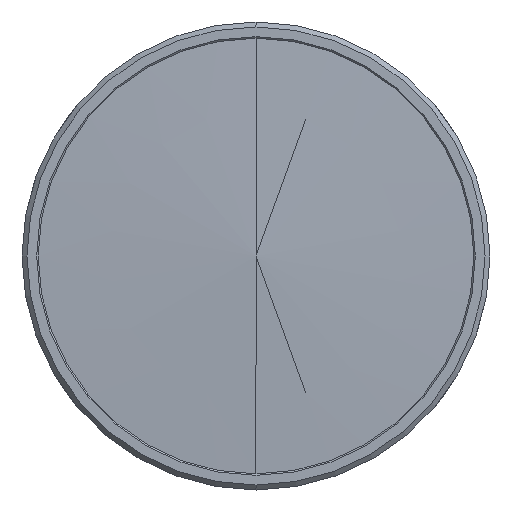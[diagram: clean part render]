
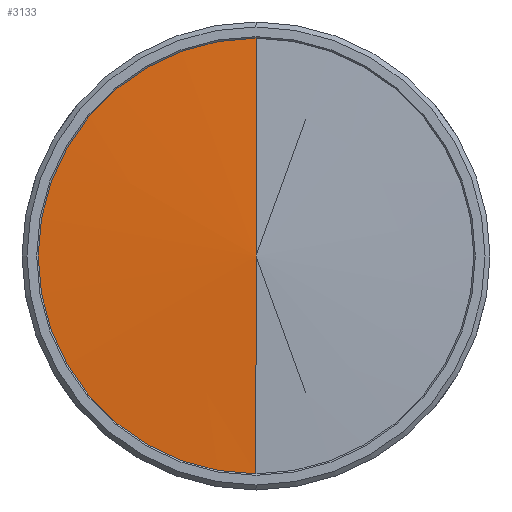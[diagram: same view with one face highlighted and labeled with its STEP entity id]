
A CAD part, left-side view. The second image highlights one B-rep face of the part: STEP entity #3133.
In plain terms, the highlighted conical face has half-angle 87.663 degrees and reference radius 45.458 mm.
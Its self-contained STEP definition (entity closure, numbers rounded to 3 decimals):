
#68 = VERTEX_POINT ( 'NONE', #3503 ) ;
#78 = ORIENTED_EDGE ( 'NONE', *, *, #1264, .F. ) ;
#246 = DIRECTION ( 'NONE',  ( 1., 0., 0. ) ) ;
#514 = DIRECTION ( 'NONE',  ( 0.041, 0., 0.999 ) ) ;
#669 = CARTESIAN_POINT ( 'NONE',  ( 1.785, 0., -43.75 ) ) ;
#782 = VERTEX_POINT ( 'NONE', #669 ) ;
#849 = VECTOR ( 'NONE', #3189, 1000. ) ;
#1101 = EDGE_CURVE ( 'NONE', #782, #68, #3328, .T. ) ;
#1264 = EDGE_CURVE ( 'NONE', #2726, #782, #1861, .T. ) ;
#1280 = CARTESIAN_POINT ( 'NONE',  ( 0., 0., 0. ) ) ;
#1393 = DIRECTION ( 'NONE',  ( 1., 0., 0. ) ) ;
#1483 = CARTESIAN_POINT ( 'NONE',  ( 1.855, 0., -45.457 ) ) ;
#1547 = ORIENTED_EDGE ( 'NONE', *, *, #1101, .F. ) ;
#1809 = CONICAL_SURFACE ( 'NONE', #2274, 45.457, 1.53 ) ;
#1861 = LINE ( 'NONE', #1483, #849 ) ;
#1944 = DIRECTION ( 'NONE',  ( 0., 0., -1. ) ) ;
#1966 = CARTESIAN_POINT ( 'NONE',  ( 1.785, 0., 0. ) ) ;
#2184 = CARTESIAN_POINT ( 'NONE',  ( 1.855, 0., 45.457 ) ) ;
#2211 = CARTESIAN_POINT ( 'NONE',  ( 1.855, 0., 0. ) ) ;
#2274 = AXIS2_PLACEMENT_3D ( 'NONE', #2211, #246, #1944 ) ;
#2343 = VECTOR ( 'NONE', #514, 1000. ) ;
#2726 = VERTEX_POINT ( 'NONE', #1280 ) ;
#2817 = DIRECTION ( 'NONE',  ( 0., 0., -1. ) ) ;
#2825 = EDGE_CURVE ( 'NONE', #2726, #68, #3282, .T. ) ;
#3119 = EDGE_LOOP ( 'NONE', ( #78, #3466, #1547 ) ) ;
#3133 = ADVANCED_FACE ( 'NONE', ( #3416 ), #1809, .T. ) ;
#3189 = DIRECTION ( 'NONE',  ( 0.041, 0., -0.999 ) ) ;
#3282 = LINE ( 'NONE', #2184, #2343 ) ;
#3328 = CIRCLE ( 'NONE', #3465, 43.75 ) ;
#3416 = FACE_OUTER_BOUND ( 'NONE', #3119, .T. ) ;
#3465 = AXIS2_PLACEMENT_3D ( 'NONE', #1966, #1393, #2817 ) ;
#3466 = ORIENTED_EDGE ( 'NONE', *, *, #2825, .T. ) ;
#3503 = CARTESIAN_POINT ( 'NONE',  ( 1.785, 0., 43.75 ) ) ;
